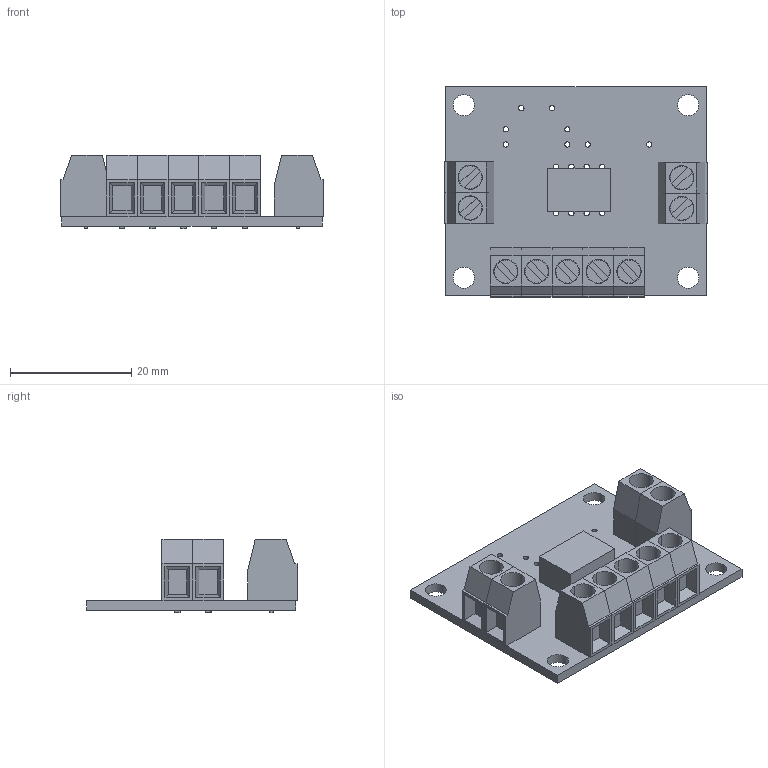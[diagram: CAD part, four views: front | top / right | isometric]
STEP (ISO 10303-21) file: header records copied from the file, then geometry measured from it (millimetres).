
FILE_DESCRIPTION(('Open CASCADE Model'),'2;1');
FILE_NAME('Open CASCADE Shape Model','2020-06-19T10:05:41',('Author'),( 'Open CASCADE'),'Open CASCADE STEP processor 6.8','Open CASCADE 6.8' ,'Unknown');
FILE_SCHEMA(('AUTOMOTIVE_DESIGN { 1 0 10303 214 1 1 1 1 }'));
Length unit declared in the file: millimetre
Products named in the file (10): PCB; Board; CN1; 508_Screw_Connector; CN2; CN3; CN4; U1; 100611176; Extruded
Assembly tree (17 placements, depth 4):
  PCB
    Board
    CN1
      508_Screw_Connector  x2
    CN2
      508_Screw_Connector  x2
    CN3
      508_Screw_Connector  x3
    CN4
      508_Screw_Connector  x2
    U1
      100611176
        Extruded
Bounding box: 43.35 x 34.68 x 12.1 mm (x, y, z)
Volume: 5391.6 mm3; surface area: 7861 mm2
Topology: 11 solids, 11 shells, 302 faces, 732 edges, 488 vertices
Faces by surface type: plane 237, cylinder 65
Full cylindrical faces by diameter (mm): 0.85 x6, 0.9 x8, 0.914 x2, 1.27 x9, 3.5 x4
Entity records: 5766 total; most frequent: CARTESIAN_POINT 1684, DIRECTION 702, LINE 376, VECTOR 376, ORIENTED_EDGE 360, PCURVE 360, DEFINITIONAL_REPRESENTATION 360, EDGE_CURVE 180
